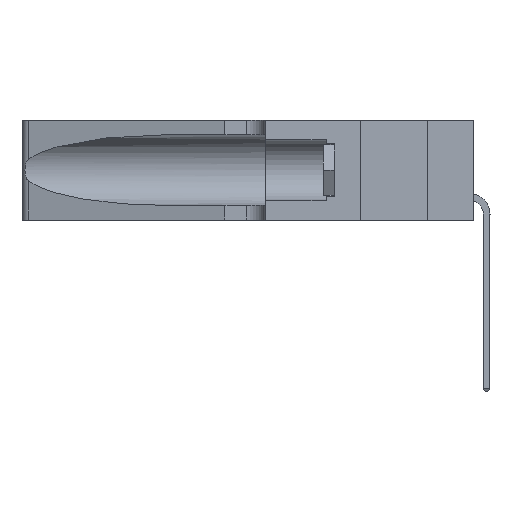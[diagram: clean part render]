
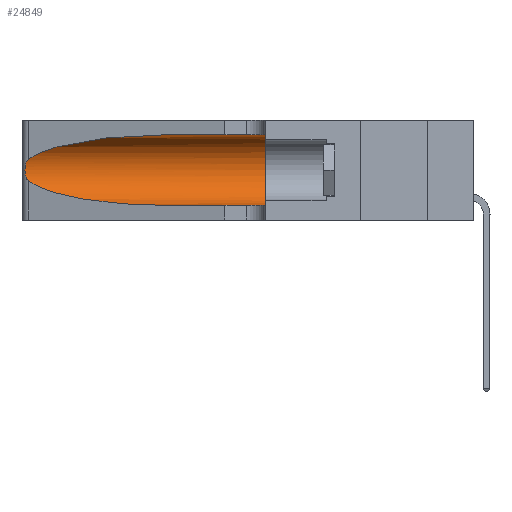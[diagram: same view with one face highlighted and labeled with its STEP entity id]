
A CAD part, left-side view. The second image highlights one B-rep face of the part: STEP entity #24849.
In plain terms, the highlighted cylindrical face has radius 3.308 mm (diameter 6.617 mm), a partial arc.
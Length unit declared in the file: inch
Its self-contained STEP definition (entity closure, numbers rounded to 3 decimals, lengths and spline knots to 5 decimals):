
#452 = VERTEX_POINT ( 'NONE', #25677 ) ;
#746 = CARTESIAN_POINT ( 'NONE',  ( 0.1305, 0.72297, 0.05475 ) ) ;
#2316 = CARTESIAN_POINT ( 'NONE',  ( 0.18966, 0.96281, 0.31525 ) ) ;
#2704 = AXIS2_PLACEMENT_3D ( 'NONE', #15582, #27429, #19676 ) ;
#2992 = CARTESIAN_POINT ( 'NONE',  ( 0.26075, 1.23896, 0.178 ) ) ;
#3634 = CARTESIAN_POINT ( 'NONE',  ( 0.25487, 1.22718, 0.22369 ) ) ;
#5210 = ORIENTED_EDGE ( 'NONE', *, *, #22412, .T. ) ;
#6897 = CARTESIAN_POINT ( 'NONE',  ( 0.25787, 1.23484, 0.2124 ) ) ;
#7003 = EDGE_CURVE ( 'NONE', #21727, #452, #19258, .T. ) ;
#10501 = VERTEX_POINT ( 'NONE', #16685 ) ;
#10941 = CARTESIAN_POINT ( 'NONE',  ( 0.26018, 1.23835, 0.19895 ) ) ;
#11322 = CARTESIAN_POINT ( 'NONE',  ( 0.25487, 1.22718, 0.22369 ) ) ;
#11678 = EDGE_CURVE ( 'NONE', #27280, #21727, #26321, .T. ) ;
#14646 = CARTESIAN_POINT ( 'NONE',  ( 0.1305, 1.61858, 0.31525 ) ) ;
#15205 = CARTESIAN_POINT ( 'NONE',  ( 0.25639, 1.23184, 0.21858 ) ) ;
#15582 = CARTESIAN_POINT ( 'NONE',  ( 0.1305, 1.61858, 0.185 ) ) ;
#15813 = EDGE_CURVE ( 'NONE', #33114, #10501, #16013, .T. ) ;
#16013 = LINE ( 'NONE', #33618, #17201 ) ;
#16142 = CYLINDRICAL_SURFACE ( 'NONE', #2704, 0.13025 ) ;
#16685 = CARTESIAN_POINT ( 'NONE',  ( 0.1305, 0.35, 0.05475 ) ) ;
#16750 = ORIENTED_EDGE ( 'NONE', *, *, #51038, .F. ) ;
#17201 = VECTOR ( 'NONE', #46253, 39.37008 ) ;
#17623 = CARTESIAN_POINT ( 'NONE',  ( 0.1305, 0.72297, 0.05475 ) ) ;
#17655 = ORIENTED_EDGE ( 'NONE', *, *, #15813, .T. ) ;
#18749 = CARTESIAN_POINT ( 'NONE',  ( 0.25555, 1.22994, 0.2215 ) ) ;
#19124 = CARTESIAN_POINT ( 'NONE',  ( 0.25639, 1.23186, 0.15144 ) ) ;
#19258 = B_SPLINE_CURVE_WITH_KNOTS ( 'NONE', 3,
 ( #11322, #18749, #15205, #6897, #47470, #10941, #26686, #2992, #51229, #47288, #39352, #19124, #39730, #22655 ),
 .UNSPECIFIED., .F., .F.,
 ( 4, 2, 2, 2, 2, 2, 4 ),
 ( 0., 0.00027, 0.00053, 0.00107, 0.0016, 0.00187, 0.00214 ),
 .UNSPECIFIED. ) ;
#19555 = CARTESIAN_POINT ( 'NONE',  ( 0.2373, 1.15595, 0.28018 ) ) ;
#19676 = DIRECTION ( 'NONE',  ( 0., 0., -1. ) ) ;
#21727 = VERTEX_POINT ( 'NONE', #44580 ) ;
#22412 = EDGE_CURVE ( 'NONE', #452, #33114, #50747, .T. ) ;
#22655 = CARTESIAN_POINT ( 'NONE',  ( 0.25487, 1.22718, 0.14631 ) ) ;
#23188 = CARTESIAN_POINT ( 'NONE',  ( 0.18966, 0.96281, 0.05475 ) ) ;
#24279 = ORIENTED_EDGE ( 'NONE', *, *, #11678, .T. ) ;
#24849 = ADVANCED_FACE ( 'NONE', ( #33176 ), #16142, .F. ) ;
#25677 = CARTESIAN_POINT ( 'NONE',  ( 0.25487, 1.22718, 0.14631 ) ) ;
#26321 =( BOUNDED_CURVE ( )  B_SPLINE_CURVE ( 3, ( #33982, #2316, #19555, #3634 ),
 .UNSPECIFIED., .F., .F. ) 
 B_SPLINE_CURVE_WITH_KNOTS ( ( 4, 4 ),
 ( 1.5708, 2.84003 ),
 .UNSPECIFIED. ) 
 CURVE ( )  GEOMETRIC_REPRESENTATION_ITEM ( )  RATIONAL_B_SPLINE_CURVE ( ( 1., 0.87, 0.87, 1. ) ) 
 REPRESENTATION_ITEM ( '' )  );
#26686 = CARTESIAN_POINT ( 'NONE',  ( 0.26075, 1.23896, 0.19203 ) ) ;
#27072 = CARTESIAN_POINT ( 'NONE',  ( 0.2373, 1.15595, 0.08982 ) ) ;
#27280 = VERTEX_POINT ( 'NONE', #31336 ) ;
#27429 = DIRECTION ( 'NONE',  ( 0., -1., 0. ) ) ;
#29540 = DIRECTION ( 'NONE',  ( 0., 0., 1. ) ) ;
#31336 = CARTESIAN_POINT ( 'NONE',  ( 0.1305, 0.72297, 0.31525 ) ) ;
#32368 = ORIENTED_EDGE ( 'NONE', *, *, #7003, .T. ) ;
#33114 = VERTEX_POINT ( 'NONE', #746 ) ;
#33176 = FACE_OUTER_BOUND ( 'NONE', #42244, .T. ) ;
#33618 = CARTESIAN_POINT ( 'NONE',  ( 0.1305, 1.61858, 0.05475 ) ) ;
#33982 = CARTESIAN_POINT ( 'NONE',  ( 0.1305, 0.72297, 0.31525 ) ) ;
#34954 = VECTOR ( 'NONE', #38407, 39.37008 ) ;
#38069 = DIRECTION ( 'NONE',  ( 0., 1., 0. ) ) ;
#38290 = ORIENTED_EDGE ( 'NONE', *, *, #46823, .F. ) ;
#38407 = DIRECTION ( 'NONE',  ( 0., -1., 0. ) ) ;
#39352 = CARTESIAN_POINT ( 'NONE',  ( 0.25789, 1.23486, 0.15765 ) ) ;
#39730 = CARTESIAN_POINT ( 'NONE',  ( 0.25555, 1.22993, 0.14849 ) ) ;
#41979 = CARTESIAN_POINT ( 'NONE',  ( 0.25487, 1.22718, 0.14631 ) ) ;
#42240 = AXIS2_PLACEMENT_3D ( 'NONE', #45695, #38069, #29540 ) ;
#42244 = EDGE_LOOP ( 'NONE', ( #24279, #32368, #5210, #17655, #16750, #38290 ) ) ;
#44580 = CARTESIAN_POINT ( 'NONE',  ( 0.25487, 1.22718, 0.22369 ) ) ;
#45685 = LINE ( 'NONE', #14646, #34954 ) ;
#45695 = CARTESIAN_POINT ( 'NONE',  ( 0.1305, 0.35, 0.185 ) ) ;
#46253 = DIRECTION ( 'NONE',  ( 0., -1., 0. ) ) ;
#46823 = EDGE_CURVE ( 'NONE', #27280, #51429, #45685, .T. ) ;
#47288 = CARTESIAN_POINT ( 'NONE',  ( 0.25856, 1.23593, 0.16098 ) ) ;
#47470 = CARTESIAN_POINT ( 'NONE',  ( 0.25854, 1.2359, 0.20912 ) ) ;
#48053 = CARTESIAN_POINT ( 'NONE',  ( 0.1305, 0.35, 0.31525 ) ) ;
#50747 =( BOUNDED_CURVE ( )  B_SPLINE_CURVE ( 3, ( #41979, #27072, #23188, #17623 ),
 .UNSPECIFIED., .F., .F. ) 
 B_SPLINE_CURVE_WITH_KNOTS ( ( 4, 4 ),
 ( 3.44316, 4.71239 ),
 .UNSPECIFIED. ) 
 CURVE ( )  GEOMETRIC_REPRESENTATION_ITEM ( )  RATIONAL_B_SPLINE_CURVE ( ( 1., 0.87, 0.87, 1. ) ) 
 REPRESENTATION_ITEM ( '' )  );
#51038 = EDGE_CURVE ( 'NONE', #51429, #10501, #51551, .T. ) ;
#51229 = CARTESIAN_POINT ( 'NONE',  ( 0.26017, 1.23833, 0.17102 ) ) ;
#51429 = VERTEX_POINT ( 'NONE', #48053 ) ;
#51551 = CIRCLE ( 'NONE', #42240, 0.13025 ) ;
